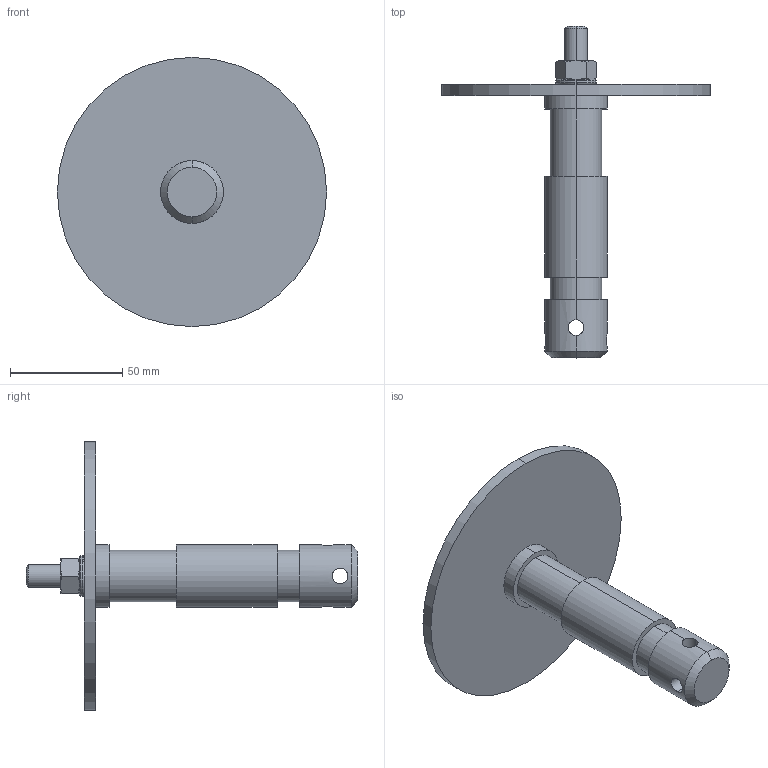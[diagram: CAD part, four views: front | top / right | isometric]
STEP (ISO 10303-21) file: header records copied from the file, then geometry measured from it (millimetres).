
FILE_DESCRIPTION (( 'STEP AP203' ), '1' );
FILE_NAME ('T72700.STEP', '2018-08-22T16:12:35', ( '' ), ( '' ), 'SwSTEP 2.0', 'SolidWorks 2016', '' );
FILE_SCHEMA (( 'CONFIG_CONTROL_DESIGN' ));
Length unit declared in the file: millimetre
Products named in the file (6): TH675; Single Coil Rectangular Section Spring Washer_Doughty Fastners_Rectangular section spring washer BS 4464 - 10 (Type B); T72700; TH674; TH028; Hex Nut Style 1 GradeAB_Doughty Fastners_Hexagon Nut ISO - 4032 - M10 - D - S
Assembly tree (5 placements, depth 3):
  T72700
    TH028
      TH675
      TH674
    Hex Nut Style 1 GradeAB_Doughty Fastners_Hexagon Nut ISO - 4032 - M10 - D - S
    Single Coil Rectangular Section Spring Washer_Doughty Fastners_Rectangular section spring washer BS 4464 - 10 (Type B)
Bounding box: 120 x 148 x 120 mm (x, y, z)
Volume: 121568.6 mm3; surface area: 39363.8 mm2
Topology: 4 solids, 4 shells, 110 faces, 238 edges, 140 vertices
Faces by surface type: cone 46, cylinder 38, plane 22, torus 4
Entity records: 4032 total; most frequent: CARTESIAN_POINT 1005, DIRECTION 536, ORIENTED_EDGE 476, EDGE_CURVE 238, AXIS2_PLACEMENT_3D 225, VERTEX_POINT 140, EDGE_LOOP 124, FACE_OUTER_BOUND 110
